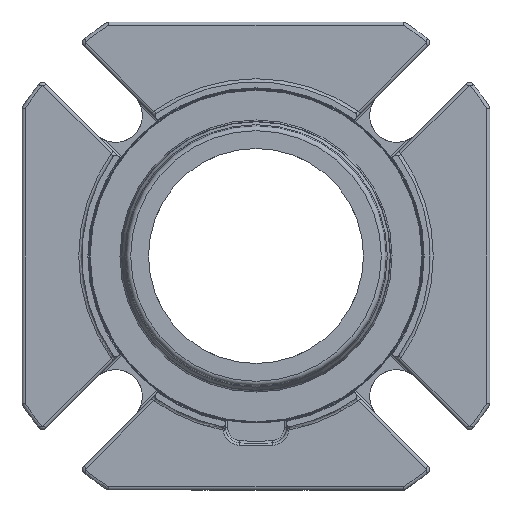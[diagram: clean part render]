
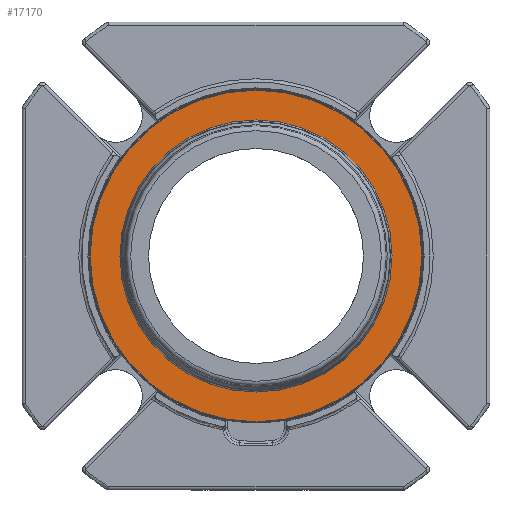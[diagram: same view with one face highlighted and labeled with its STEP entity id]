
A CAD part, left-side view. The second image highlights one B-rep face of the part: STEP entity #17170.
In plain terms, the highlighted planar face has unit normal (-1, 0, 0).
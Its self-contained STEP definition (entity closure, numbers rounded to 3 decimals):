
#3455=PLANE('',#18928);
#8530=ORIENTED_EDGE('',*,*,#11094,.F.);
#8531=ORIENTED_EDGE('',*,*,#11093,.T.);
#11093=EDGE_CURVE('',#12702,#12702,#13553,.T.);
#11094=EDGE_CURVE('',#12703,#12703,#13554,.F.);
#12702=VERTEX_POINT('',#34072);
#12703=VERTEX_POINT('',#34075);
#13553=CIRCLE('',#18927,54.);
#13554=CIRCLE('',#18929,44.31);
#14649=EDGE_LOOP('',(#8530));
#14650=EDGE_LOOP('',(#8531));
#15769=FACE_BOUND('',#14649,.T.);
#15770=FACE_BOUND('',#14650,.T.);
#17170=ADVANCED_FACE('',(#15769,#15770),#3455,.F.);
#18927=AXIS2_PLACEMENT_3D('',#34071,#23546,#23547);
#18928=AXIS2_PLACEMENT_3D('',#34073,#23548,#23549);
#18929=AXIS2_PLACEMENT_3D('',#34074,#23550,#23551);
#23546=DIRECTION('',(-1.,0.,0.));
#23547=DIRECTION('',(0.,1.,0.));
#23548=DIRECTION('',(1.,0.,0.));
#23549=DIRECTION('',(0.,-1.,0.));
#23550=DIRECTION('',(1.,0.,0.));
#23551=DIRECTION('',(0.,0.,-1.));
#34071=CARTESIAN_POINT('',(39.497,0.,0.));
#34072=CARTESIAN_POINT('',(39.497,54.,0.));
#34073=CARTESIAN_POINT('',(39.497,54.,0.));
#34074=CARTESIAN_POINT('',(39.497,0.,0.));
#34075=CARTESIAN_POINT('',(39.497,0.,-44.31));
